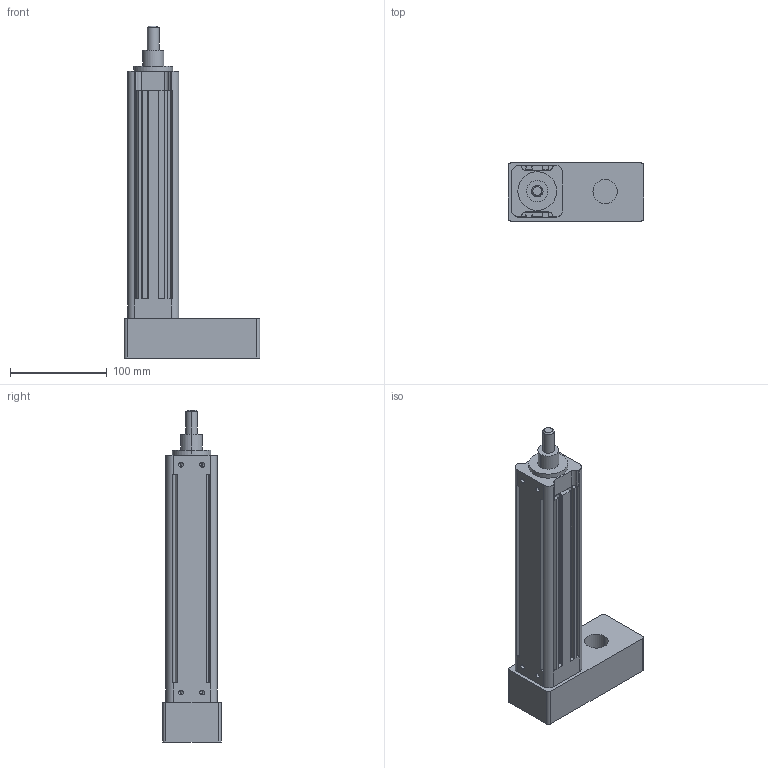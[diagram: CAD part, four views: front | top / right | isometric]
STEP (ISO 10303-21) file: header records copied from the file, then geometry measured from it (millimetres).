
FILE_DESCRIPTION (( 'STEP AP203' ), '1' );
FILE_NAME ('55詰殏殿價插唳 - 100.STEP', '2023-01-30T06:25:02', ( 'w530' ), ( '' ), 'SwSTEP 2.0', 'SolidWorks 2018', '' );
FILE_SCHEMA (( 'CONFIG_CONTROL_DESIGN' ));
Length unit declared in the file: millimetre
Products named in the file (1): 55詰殏殿價插唳 - 100
Bounding box: 140 x 60 x 342.5 mm (x, y, z)
Volume: 712631 mm3; surface area: 148785.1 mm2
Topology: 1 solids, 6 shells, 211 faces, 556 edges, 352 vertices
Faces by surface type: plane 111, cylinder 78, cone 22
Entity records: 6447 total; most frequent: DIRECTION 1138, CARTESIAN_POINT 1100, ORIENTED_EDGE 1072, EDGE_CURVE 536, AXIS2_PLACEMENT_3D 390, LINE 358, VECTOR 358, VERTEX_POINT 352
